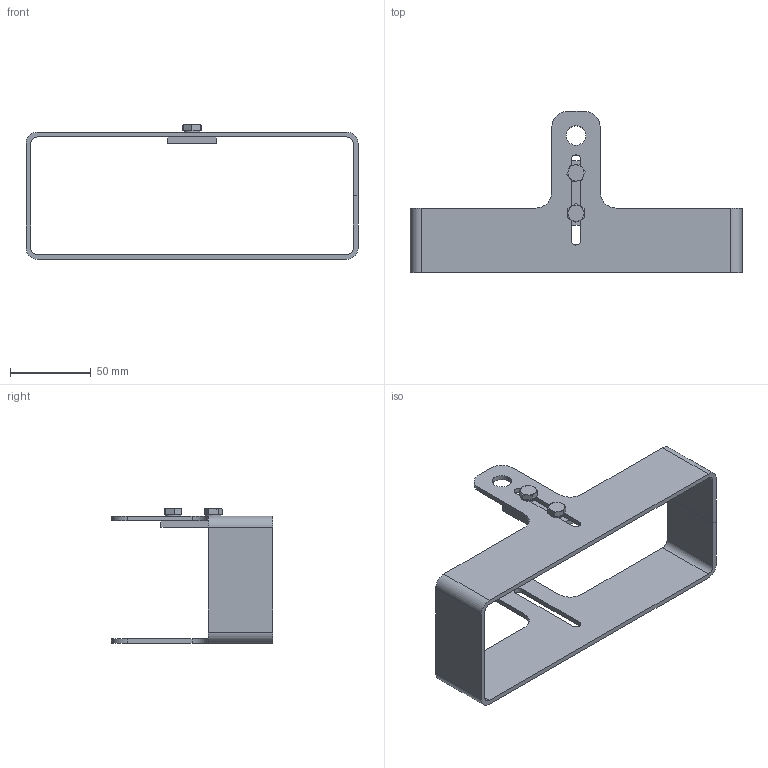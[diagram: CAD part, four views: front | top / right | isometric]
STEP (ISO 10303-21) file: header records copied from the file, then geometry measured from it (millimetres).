
FILE_DESCRIPTION (( 'STEP AP214' ), '1' );
FILE_NAME ('0046018_FU-Universal-200-GW72-M12_BG_(A-05).step', '2019-06-19T11:22:32', ( 'Windows-Benutzer' ), ( '' ), 'SwSTEP 2.0', 'SolidWorks 2018', '' );
FILE_SCHEMA (( 'AUTOMOTIVE_DESIGN' ));
Length unit declared in the file: millimetre
Products named in the file (5): 0046018_FU-Universal-200-GW72-M12_Teil 1_Standard<Wie bearbeitet>; Sechskantschraube_DIN933_M6x8; 0046018_FU-Universal-200-GW72-M12_Teil 2; 0046018_FU-Universal-200-GW72-M12_BG_(A-05); Schnorr Scheibe M6
Assembly tree (6 placements, depth 2):
  0046018_FU-Universal-200-GW72-M12_BG_(A-05)
    0046018_FU-Universal-200-GW72-M12_Teil 1_Standard<Wie bearbeitet>
    0046018_FU-Universal-200-GW72-M12_Teil 2
    Sechskantschraube_DIN933_M6x8  x2
    Schnorr Scheibe M6  x2
Bounding box: 206 x 100 x 83.7 mm (x, y, z)
Volume: 79793.4 mm3; surface area: 58554.9 mm2
Topology: 6 solids, 6 shells, 132 faces, 324 edges, 206 vertices
Faces by surface type: plane 66, cylinder 44, cone 18, torus 4
Entity records: 3177 total; most frequent: CARTESIAN_POINT 546, DIRECTION 537, ORIENTED_EDGE 492, EDGE_CURVE 246, AXIS2_PLACEMENT_3D 198, VERTEX_POINT 159, LINE 141, VECTOR 141
